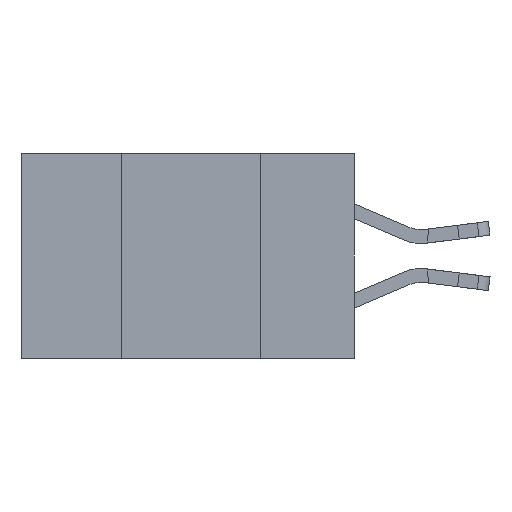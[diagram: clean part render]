
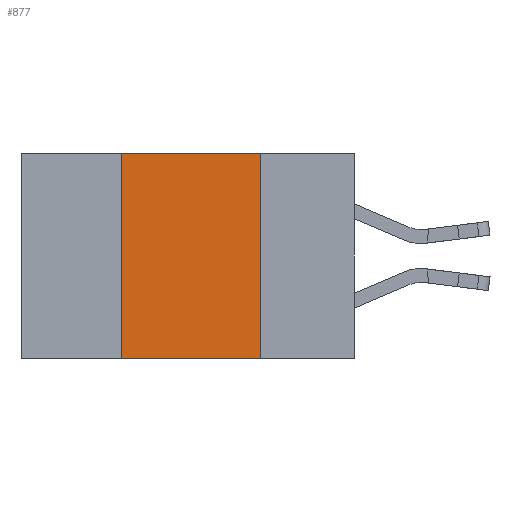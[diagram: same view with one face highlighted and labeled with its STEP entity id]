
A CAD part, left-side view. The second image highlights one B-rep face of the part: STEP entity #877.
In plain terms, the highlighted planar face has unit normal (-1, 0, 0).
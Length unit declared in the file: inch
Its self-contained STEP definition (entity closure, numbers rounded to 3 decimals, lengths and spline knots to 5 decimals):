
#141 = LINE ( 'NONE', #7409, #10431 ) ;
#475 = VECTOR ( 'NONE', #5984, 39.37008 ) ;
#877 = ADVANCED_FACE ( 'NONE', ( #6091 ), #8414, .F. ) ;
#933 = CARTESIAN_POINT ( 'NONE',  ( 0., 0.42, 0. ) ) ;
#1100 = ORIENTED_EDGE ( 'NONE', *, *, #10487, .F. ) ;
#1143 = DIRECTION ( 'NONE',  ( 0., -1., 0. ) ) ;
#1563 = VECTOR ( 'NONE', #1143, 39.37008 ) ;
#1808 = CARTESIAN_POINT ( 'NONE',  ( 0., 0.6, 0. ) ) ;
#1894 = LINE ( 'NONE', #5044, #1563 ) ;
#2890 = DIRECTION ( 'NONE',  ( 0., 0., -1. ) ) ;
#3277 = VERTEX_POINT ( 'NONE', #933 ) ;
#3652 = VECTOR ( 'NONE', #9663, 39.37008 ) ;
#4523 = EDGE_CURVE ( 'NONE', #3277, #8254, #8354, .T. ) ;
#5044 = CARTESIAN_POINT ( 'NONE',  ( 0., 0.6, -0.37 ) ) ;
#5158 = EDGE_LOOP ( 'NONE', ( #1100, #11332, #13225, #6765 ) ) ;
#5654 = EDGE_CURVE ( 'NONE', #6592, #7500, #1894, .T. ) ;
#5984 = DIRECTION ( 'NONE',  ( 0., -1., 0. ) ) ;
#5987 = CARTESIAN_POINT ( 'NONE',  ( 0., 0.6, 0. ) ) ;
#6091 = FACE_OUTER_BOUND ( 'NONE', #5158, .T. ) ;
#6578 = EDGE_CURVE ( 'NONE', #6592, #3277, #11792, .T. ) ;
#6592 = VERTEX_POINT ( 'NONE', #6634 ) ;
#6634 = CARTESIAN_POINT ( 'NONE',  ( 0., 0.42, -0.37 ) ) ;
#6765 = ORIENTED_EDGE ( 'NONE', *, *, #5654, .T. ) ;
#7409 = CARTESIAN_POINT ( 'NONE',  ( 0., 0.17, -0.37 ) ) ;
#7500 = VERTEX_POINT ( 'NONE', #12108 ) ;
#8254 = VERTEX_POINT ( 'NONE', #12342 ) ;
#8354 = LINE ( 'NONE', #5987, #475 ) ;
#8414 = PLANE ( 'NONE',  #12812 ) ;
#8478 = DIRECTION ( 'NONE',  ( 1., 0., 0. ) ) ;
#9663 = DIRECTION ( 'NONE',  ( 0., 0., 1. ) ) ;
#10431 = VECTOR ( 'NONE', #12371, 39.37008 ) ;
#10487 = EDGE_CURVE ( 'NONE', #8254, #7500, #141, .T. ) ;
#10683 = CARTESIAN_POINT ( 'NONE',  ( 0., 0.42, -0.37 ) ) ;
#11332 = ORIENTED_EDGE ( 'NONE', *, *, #4523, .F. ) ;
#11792 = LINE ( 'NONE', #10683, #3652 ) ;
#12108 = CARTESIAN_POINT ( 'NONE',  ( 0., 0.17, -0.37 ) ) ;
#12342 = CARTESIAN_POINT ( 'NONE',  ( 0., 0.17, 0. ) ) ;
#12371 = DIRECTION ( 'NONE',  ( 0., 0., -1. ) ) ;
#12812 = AXIS2_PLACEMENT_3D ( 'NONE', #1808, #8478, #2890 ) ;
#13225 = ORIENTED_EDGE ( 'NONE', *, *, #6578, .F. ) ;
